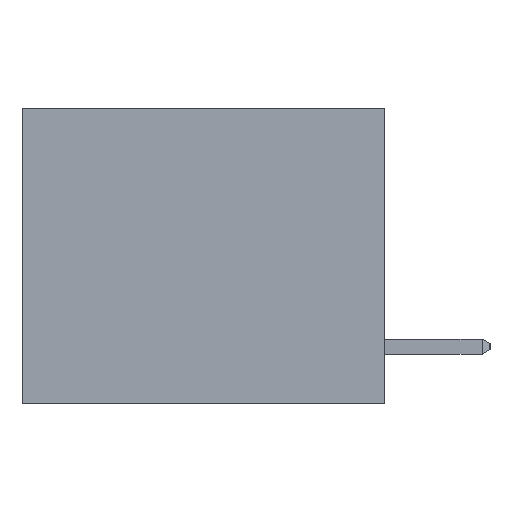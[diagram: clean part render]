
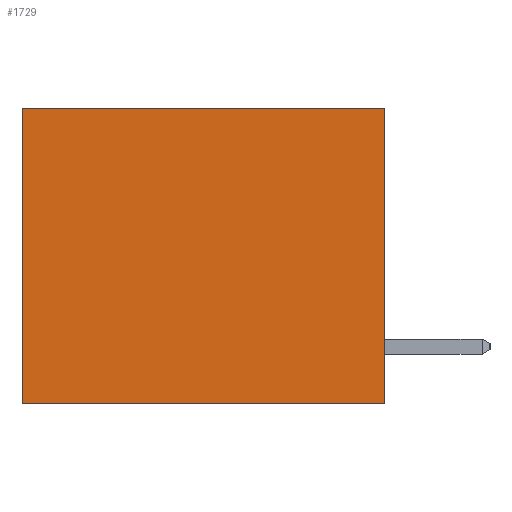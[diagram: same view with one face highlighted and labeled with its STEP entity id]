
A CAD part, left-side view. The second image highlights one B-rep face of the part: STEP entity #1729.
In plain terms, the highlighted planar face has unit normal (-1, 0, 0).
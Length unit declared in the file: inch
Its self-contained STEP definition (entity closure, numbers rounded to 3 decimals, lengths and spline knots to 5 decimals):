
#1729 = ADVANCED_FACE ( 'NONE', ( #2110 ), #1818, .F. ) ;
#1818 = PLANE ( 'NONE',  #15161 ) ;
#2110 = FACE_OUTER_BOUND ( 'NONE', #15895, .T. ) ;
#3355 = CARTESIAN_POINT ( 'NONE',  ( 0.3165, 0.6, 0. ) ) ;
#3943 = CARTESIAN_POINT ( 'NONE',  ( 0.3165, 0.6, -0.49 ) ) ;
#4540 = CARTESIAN_POINT ( 'NONE',  ( 0.3165, 0., -0.49 ) ) ;
#5256 = VERTEX_POINT ( 'NONE', #5935 ) ;
#5817 = VECTOR ( 'NONE', #14814, 39.37008 ) ;
#5935 = CARTESIAN_POINT ( 'NONE',  ( 0.3165, 0., -0.49 ) ) ;
#6050 = CARTESIAN_POINT ( 'NONE',  ( 0.3165, 0., 0. ) ) ;
#6110 = DIRECTION ( 'NONE',  ( 1., 0., 0. ) ) ;
#6255 = CARTESIAN_POINT ( 'NONE',  ( 0.3165, 0., -0.49 ) ) ;
#6448 = DIRECTION ( 'NONE',  ( 0., 0., -1. ) ) ;
#6906 = ORIENTED_EDGE ( 'NONE', *, *, #10468, .F. ) ;
#7129 = VERTEX_POINT ( 'NONE', #3355 ) ;
#7251 = EDGE_CURVE ( 'NONE', #7129, #8648, #9473, .T. ) ;
#7739 = DIRECTION ( 'NONE',  ( 0., 1., 0. ) ) ;
#8476 = LINE ( 'NONE', #6050, #15274 ) ;
#8648 = VERTEX_POINT ( 'NONE', #3943 ) ;
#8733 = DIRECTION ( 'NONE',  ( 0., 1., 0. ) ) ;
#9176 = VECTOR ( 'NONE', #6448, 39.37008 ) ;
#9473 = LINE ( 'NONE', #10738, #5817 ) ;
#9598 = LINE ( 'NONE', #6255, #9176 ) ;
#10425 = VECTOR ( 'NONE', #7739, 39.37008 ) ;
#10468 = EDGE_CURVE ( 'NONE', #5256, #8648, #13633, .T. ) ;
#10738 = CARTESIAN_POINT ( 'NONE',  ( 0.3165, 0.6, -0.49 ) ) ;
#11499 = EDGE_CURVE ( 'NONE', #14250, #5256, #9598, .T. ) ;
#11546 = DIRECTION ( 'NONE',  ( 0., 0., -1. ) ) ;
#13260 = ORIENTED_EDGE ( 'NONE', *, *, #7251, .T. ) ;
#13284 = CARTESIAN_POINT ( 'NONE',  ( 0.3165, 0., -0.49 ) ) ;
#13434 = ORIENTED_EDGE ( 'NONE', *, *, #16295, .T. ) ;
#13633 = LINE ( 'NONE', #13284, #10425 ) ;
#13903 = ORIENTED_EDGE ( 'NONE', *, *, #11499, .F. ) ;
#14250 = VERTEX_POINT ( 'NONE', #15397 ) ;
#14814 = DIRECTION ( 'NONE',  ( 0., 0., -1. ) ) ;
#15161 = AXIS2_PLACEMENT_3D ( 'NONE', #4540, #6110, #11546 ) ;
#15274 = VECTOR ( 'NONE', #8733, 39.37008 ) ;
#15397 = CARTESIAN_POINT ( 'NONE',  ( 0.3165, 0., 0. ) ) ;
#15895 = EDGE_LOOP ( 'NONE', ( #13260, #6906, #13903, #13434 ) ) ;
#16295 = EDGE_CURVE ( 'NONE', #14250, #7129, #8476, .T. ) ;
